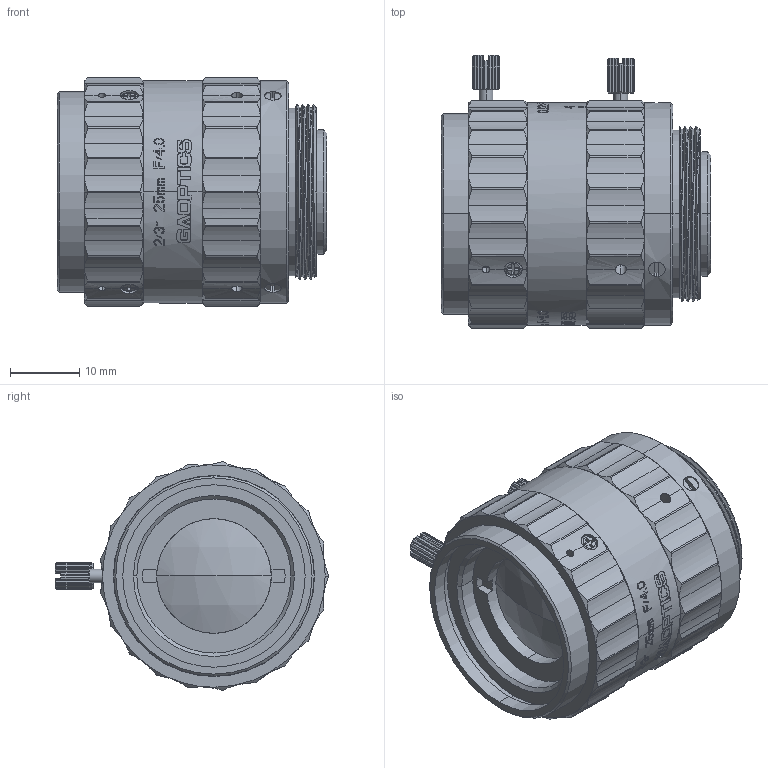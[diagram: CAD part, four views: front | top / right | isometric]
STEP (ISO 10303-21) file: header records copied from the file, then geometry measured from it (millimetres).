
FILE_DESCRIPTION (( 'STEP AP203' ), '1' );
FILE_NAME ('600047.STEP', '2021-01-25T06:17:04', ( '' ), ( '' ), 'SwSTEP 2.0', 'SolidWorks 2019', '' );
FILE_SCHEMA (( 'CONFIG_CONTROL_DESIGN' ));
Products named in the file (1): 600047
Bounding box: 39.03 x 39.55 x 33.11 mm (x, y, z)
Volume: 21620.3 mm3; surface area: 13903.8 mm2
Topology: 13 solids, 13 shells, 1498 faces, 4187 edges, 2779 vertices
Faces by surface type: bspline 805, plane 523, cylinder 143, cone 23, sphere 2, torus 2
Entity records: 70381 total; most frequent: CARTESIAN_POINT 38851, ORIENTED_EDGE 8374, EDGE_CURVE 4187, DIRECTION 3579, VERTEX_POINT 2779, B_SPLINE_CURVE_WITH_KNOTS 1955, VECTOR 1699, LINE 1699
